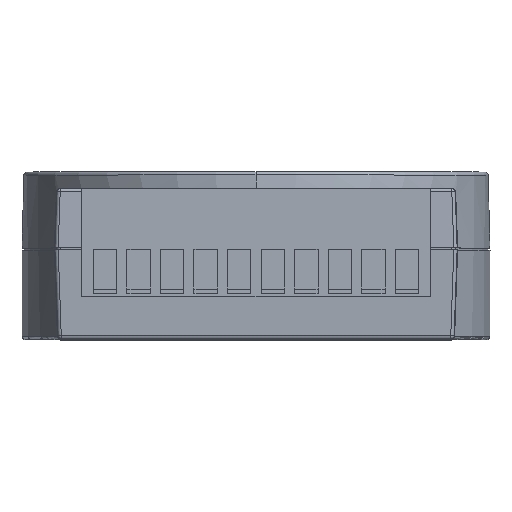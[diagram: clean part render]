
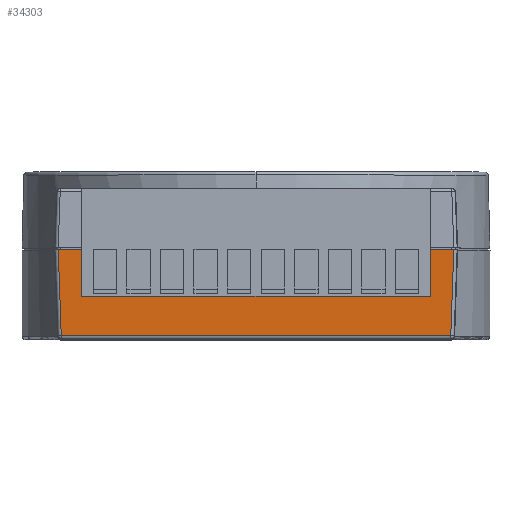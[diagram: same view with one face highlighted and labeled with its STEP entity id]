
A CAD part, top view. The second image highlights one B-rep face of the part: STEP entity #34303.
In plain terms, the highlighted planar face has unit normal (0, -0.035, 0.999).
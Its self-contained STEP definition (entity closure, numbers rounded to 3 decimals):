
#31876 = DIRECTION ( 'NONE',  ( 1., 0., 0. ) ) ;
#31877 = VECTOR ( 'NONE', #31876, 1000. ) ;
#31880 = CARTESIAN_POINT ( 'NONE',  ( 30., -0.15, 50.995 ) ) ;
#31905 = LINE ( 'NONE', #31880, #31877 ) ;
#31907 = CARTESIAN_POINT ( 'NONE',  ( -29.495, -0.15, 50.995 ) ) ;
#32007 = CARTESIAN_POINT ( 'NONE',  ( -26., -0.15, 50.995 ) ) ;
#32077 = LINE ( 'NONE', #32215, #32214 ) ;
#32081 = CARTESIAN_POINT ( 'NONE',  ( 26., -0.15, 50.995 ) ) ;
#32213 = DIRECTION ( 'NONE',  ( 1., 0., 0. ) ) ;
#32214 = VECTOR ( 'NONE', #32213, 1000. ) ;
#32215 = CARTESIAN_POINT ( 'NONE',  ( 30., -0.15, 50.995 ) ) ;
#32389 = CARTESIAN_POINT ( 'NONE',  ( 29.495, -0.15, 50.995 ) ) ;
#32809 = VERTEX_POINT ( 'NONE', #31907 ) ;
#32811 = EDGE_CURVE ( 'NONE', #32809, #32813, #31905, .T. ) ;
#32813 = VERTEX_POINT ( 'NONE', #32007 ) ;
#32881 = VERTEX_POINT ( 'NONE', #32081 ) ;
#32886 = EDGE_CURVE ( 'NONE', #32881, #32994, #32077, .T. ) ;
#32994 = VERTEX_POINT ( 'NONE', #32389 ) ;
#34276 = ORIENTED_EDGE ( 'NONE', *, *, #34277, .T. ) ;
#34277 = EDGE_CURVE ( 'NONE', #34328, #32994, #36054, .T. ) ;
#34279 = ORIENTED_EDGE ( 'NONE', *, *, #32886, .F. ) ;
#34282 = ORIENTED_EDGE ( 'NONE', *, *, #34284, .T. ) ;
#34284 = EDGE_CURVE ( 'NONE', #32881, #34311, #36047, .T. ) ;
#34303 = ADVANCED_FACE ( 'NONE', ( #36138 ), #36124, .T. ) ;
#34306 = EDGE_LOOP ( 'NONE', ( #34308, #34316, #34320, #34321, #34324, #34276, #34279, #34282 ) ) ;
#34308 = ORIENTED_EDGE ( 'NONE', *, *, #34309, .T. ) ;
#34309 = EDGE_CURVE ( 'NONE', #34311, #34313, #36106, .T. ) ;
#34311 = VERTEX_POINT ( 'NONE', #36094 ) ;
#34313 = VERTEX_POINT ( 'NONE', #36232 ) ;
#34316 = ORIENTED_EDGE ( 'NONE', *, *, #34318, .T. ) ;
#34318 = EDGE_CURVE ( 'NONE', #34313, #32813, #36228, .T. ) ;
#34320 = ORIENTED_EDGE ( 'NONE', *, *, #32811, .F. ) ;
#34321 = ORIENTED_EDGE ( 'NONE', *, *, #34322, .T. ) ;
#34322 = EDGE_CURVE ( 'NONE', #32809, #34323, #36220, .T. ) ;
#34323 = VERTEX_POINT ( 'NONE', #36213 ) ;
#34324 = ORIENTED_EDGE ( 'NONE', *, *, #34325, .T. ) ;
#34325 = EDGE_CURVE ( 'NONE', #34323, #34328, #36208, .T. ) ;
#34328 = VERTEX_POINT ( 'NONE', #36201 ) ;
#36041 = DIRECTION ( 'NONE',  ( 0., -0.999, -0.035 ) ) ;
#36042 = VECTOR ( 'NONE', #36041, 1000. ) ;
#36044 = CARTESIAN_POINT ( 'NONE',  ( 26., 0., 51. ) ) ;
#36047 = LINE ( 'NONE', #36044, #36042 ) ;
#36049 = DIRECTION ( 'NONE',  ( 0.035, 0.999, 0.035 ) ) ;
#36050 = VECTOR ( 'NONE', #36049, 1000. ) ;
#36053 = CARTESIAN_POINT ( 'NONE',  ( 29.501, 0.017, 51.001 ) ) ;
#36054 = LINE ( 'NONE', #36053, #36050 ) ;
#36094 = CARTESIAN_POINT ( 'NONE',  ( 26., -7.097, 50.752 ) ) ;
#36097 = DIRECTION ( 'NONE',  ( -1., 0., 0. ) ) ;
#36098 = VECTOR ( 'NONE', #36097, 1000. ) ;
#36101 = CARTESIAN_POINT ( 'NONE',  ( 30., -7.097, 50.752 ) ) ;
#36106 = LINE ( 'NONE', #36101, #36098 ) ;
#36117 = DIRECTION ( 'NONE',  ( 0., -0.999, -0.035 ) ) ;
#36120 = DIRECTION ( 'NONE',  ( 0., -0.035, 0.999 ) ) ;
#36122 = CARTESIAN_POINT ( 'NONE',  ( 30., 0., 51. ) ) ;
#36123 = AXIS2_PLACEMENT_3D ( 'NONE', #36122, #36120, #36117 ) ;
#36124 = PLANE ( 'NONE',  #36123 ) ;
#36138 = FACE_OUTER_BOUND ( 'NONE', #34306, .T. ) ;
#36201 = CARTESIAN_POINT ( 'NONE',  ( 29.046, -13.017, 50.545 ) ) ;
#36203 = DIRECTION ( 'NONE',  ( 1., 0., 0. ) ) ;
#36205 = VECTOR ( 'NONE', #36203, 1000. ) ;
#36206 = CARTESIAN_POINT ( 'NONE',  ( 29.529, -13.017, 50.545 ) ) ;
#36208 = LINE ( 'NONE', #36206, #36205 ) ;
#36213 = CARTESIAN_POINT ( 'NONE',  ( -29.046, -13.017, 50.545 ) ) ;
#36215 = DIRECTION ( 'NONE',  ( 0.035, -0.999, -0.035 ) ) ;
#36217 = VECTOR ( 'NONE', #36215, 1000. ) ;
#36219 = CARTESIAN_POINT ( 'NONE',  ( -29.428, -2.073, 50.928 ) ) ;
#36220 = LINE ( 'NONE', #36219, #36217 ) ;
#36223 = DIRECTION ( 'NONE',  ( 0., 0.999, 0.035 ) ) ;
#36225 = VECTOR ( 'NONE', #36223, 1000. ) ;
#36226 = CARTESIAN_POINT ( 'NONE',  ( -26., 0., 51. ) ) ;
#36228 = LINE ( 'NONE', #36226, #36225 ) ;
#36232 = CARTESIAN_POINT ( 'NONE',  ( -26., -7.097, 50.752 ) ) ;
